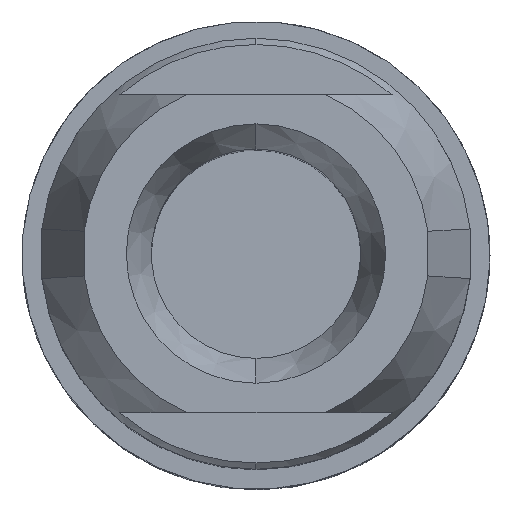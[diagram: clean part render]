
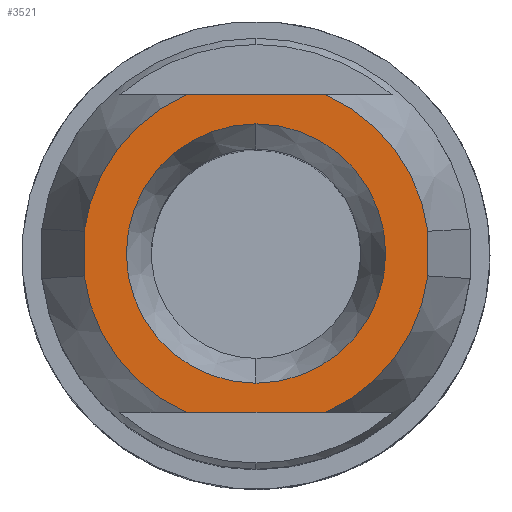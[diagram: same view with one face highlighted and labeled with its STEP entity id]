
A CAD part, top view. The second image highlights one B-rep face of the part: STEP entity #3521.
In plain terms, the highlighted planar face has unit normal (0, 0, 1).
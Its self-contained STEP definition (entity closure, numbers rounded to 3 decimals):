
#3295=AXIS2_PLACEMENT_3D('Circle Axis2P3D',#3293,#3294,$) ;
#3346=AXIS2_PLACEMENT_3D('Circle Axis2P3D',#3344,#3345,$) ;
#3407=AXIS2_PLACEMENT_3D('Circle Axis2P3D',#3405,#3406,$) ;
#3458=AXIS2_PLACEMENT_3D('Circle Axis2P3D',#3456,#3457,$) ;
#3473=AXIS2_PLACEMENT_3D('Plane Axis2P3D',#3470,#3471,#3472) ;
#3497=AXIS2_PLACEMENT_3D('Circle Axis2P3D',#3495,#3496,$) ;
#3506=AXIS2_PLACEMENT_3D('Circle Axis2P3D',#3504,#3505,$) ;
#3513=AXIS2_PLACEMENT_3D('Circle Axis2P3D',#3511,#3512,$) ;
#3249=CARTESIAN_POINT('Line Origine',(16.481,9.5,59.)) ;
#3253=CARTESIAN_POINT('Vertex',(16.481,8.594,59.)) ;
#3255=CARTESIAN_POINT('Vertex',(16.481,10.406,59.)) ;
#3293=CARTESIAN_POINT('Axis2P3D Location',(9.5,9.5,59.)) ;
#3297=CARTESIAN_POINT('Vertex',(12.32,3.05,59.)) ;
#3341=CARTESIAN_POINT('Vertex',(6.68,3.05,59.)) ;
#3344=CARTESIAN_POINT('Axis2P3D Location',(9.5,9.5,59.)) ;
#3348=CARTESIAN_POINT('Vertex',(2.519,8.594,59.)) ;
#3371=CARTESIAN_POINT('Line Origine',(2.519,9.5,59.)) ;
#3375=CARTESIAN_POINT('Vertex',(2.519,10.406,59.)) ;
#3405=CARTESIAN_POINT('Axis2P3D Location',(9.5,9.5,59.)) ;
#3409=CARTESIAN_POINT('Vertex',(6.68,15.95,59.)) ;
#3453=CARTESIAN_POINT('Vertex',(12.32,15.95,59.)) ;
#3456=CARTESIAN_POINT('Axis2P3D Location',(9.5,9.5,59.)) ;
#3470=CARTESIAN_POINT('Axis2P3D Location',(3.348,9.5,59.)) ;
#3475=CARTESIAN_POINT('Line Origine',(9.5,3.05,59.)) ;
#3480=CARTESIAN_POINT('Line Origine',(9.5,15.95,59.)) ;
#3495=CARTESIAN_POINT('Axis2P3D Location',(9.5,9.5,59.)) ;
#3499=CARTESIAN_POINT('Vertex',(4.236,9.5,59.)) ;
#3501=CARTESIAN_POINT('Vertex',(9.5,4.236,59.)) ;
#3504=CARTESIAN_POINT('Axis2P3D Location',(9.5,9.5,59.)) ;
#3508=CARTESIAN_POINT('Vertex',(9.5,14.764,59.)) ;
#3511=CARTESIAN_POINT('Axis2P3D Location',(9.5,9.5,59.)) ;
#3250=DIRECTION('Vector Direction',(0.,1.,0.)) ;
#3294=DIRECTION('Axis2P3D Direction',(0.,0.,-1.)) ;
#3345=DIRECTION('Axis2P3D Direction',(0.,0.,-1.)) ;
#3372=DIRECTION('Vector Direction',(0.,-1.,0.)) ;
#3406=DIRECTION('Axis2P3D Direction',(0.,0.,-1.)) ;
#3457=DIRECTION('Axis2P3D Direction',(0.,0.,-1.)) ;
#3471=DIRECTION('Axis2P3D Direction',(0.,0.,1.)) ;
#3472=DIRECTION('Axis2P3D XDirection',(0.,1.,0.)) ;
#3476=DIRECTION('Vector Direction',(1.,0.,0.)) ;
#3481=DIRECTION('Vector Direction',(1.,0.,0.)) ;
#3496=DIRECTION('Axis2P3D Direction',(0.,0.,1.)) ;
#3505=DIRECTION('Axis2P3D Direction',(0.,0.,1.)) ;
#3512=DIRECTION('Axis2P3D Direction',(0.,0.,1.)) ;
#3251=VECTOR('Line Direction',#3250,1.) ;
#3373=VECTOR('Line Direction',#3372,1.) ;
#3477=VECTOR('Line Direction',#3476,1.) ;
#3482=VECTOR('Line Direction',#3481,1.) ;
#3486=ORIENTED_EDGE('',*,*,#3377,.T.) ;
#3487=ORIENTED_EDGE('',*,*,#3350,.F.) ;
#3488=ORIENTED_EDGE('',*,*,#3479,.T.) ;
#3489=ORIENTED_EDGE('',*,*,#3299,.F.) ;
#3490=ORIENTED_EDGE('',*,*,#3257,.T.) ;
#3491=ORIENTED_EDGE('',*,*,#3460,.F.) ;
#3492=ORIENTED_EDGE('',*,*,#3484,.F.) ;
#3493=ORIENTED_EDGE('',*,*,#3411,.F.) ;
#3517=ORIENTED_EDGE('',*,*,#3503,.F.) ;
#3518=ORIENTED_EDGE('',*,*,#3510,.F.) ;
#3519=ORIENTED_EDGE('',*,*,#3515,.F.) ;
#3520=FACE_BOUND('',#3516,.T.) ;
#3521=ADVANCED_FACE('Volumenk\X2\00F6\X0\rper2',(#3494,#3520),#3474,.T.) ;
#3296=CIRCLE('generated circle',#3295,7.039) ;
#3347=CIRCLE('generated circle',#3346,7.039) ;
#3408=CIRCLE('generated circle',#3407,7.039) ;
#3459=CIRCLE('generated circle',#3458,7.039) ;
#3498=CIRCLE('generated circle',#3497,5.264) ;
#3507=CIRCLE('generated circle',#3506,5.264) ;
#3514=CIRCLE('generated circle',#3513,5.264) ;
#3257=EDGE_CURVE('',#3254,#3256,#3252,.T.) ;
#3299=EDGE_CURVE('',#3254,#3298,#3296,.T.) ;
#3350=EDGE_CURVE('',#3342,#3349,#3347,.T.) ;
#3377=EDGE_CURVE('',#3376,#3349,#3374,.T.) ;
#3411=EDGE_CURVE('',#3376,#3410,#3408,.T.) ;
#3460=EDGE_CURVE('',#3454,#3256,#3459,.T.) ;
#3479=EDGE_CURVE('',#3342,#3298,#3478,.T.) ;
#3484=EDGE_CURVE('',#3410,#3454,#3483,.T.) ;
#3503=EDGE_CURVE('',#3500,#3502,#3498,.T.) ;
#3510=EDGE_CURVE('',#3509,#3500,#3507,.T.) ;
#3515=EDGE_CURVE('',#3502,#3509,#3514,.T.) ;
#3485=EDGE_LOOP('',(#3486,#3487,#3488,#3489,#3490,#3491,#3492,#3493)) ;
#3516=EDGE_LOOP('',(#3517,#3518,#3519)) ;
#3494=FACE_OUTER_BOUND('',#3485,.T.) ;
#3252=LINE('Line',#3249,#3251) ;
#3374=LINE('Line',#3371,#3373) ;
#3478=LINE('Line',#3475,#3477) ;
#3483=LINE('Line',#3480,#3482) ;
#3474=PLANE('',#3473) ;
#3254=VERTEX_POINT('',#3253) ;
#3256=VERTEX_POINT('',#3255) ;
#3298=VERTEX_POINT('',#3297) ;
#3342=VERTEX_POINT('',#3341) ;
#3349=VERTEX_POINT('',#3348) ;
#3376=VERTEX_POINT('',#3375) ;
#3410=VERTEX_POINT('',#3409) ;
#3454=VERTEX_POINT('',#3453) ;
#3500=VERTEX_POINT('',#3499) ;
#3502=VERTEX_POINT('',#3501) ;
#3509=VERTEX_POINT('',#3508) ;
